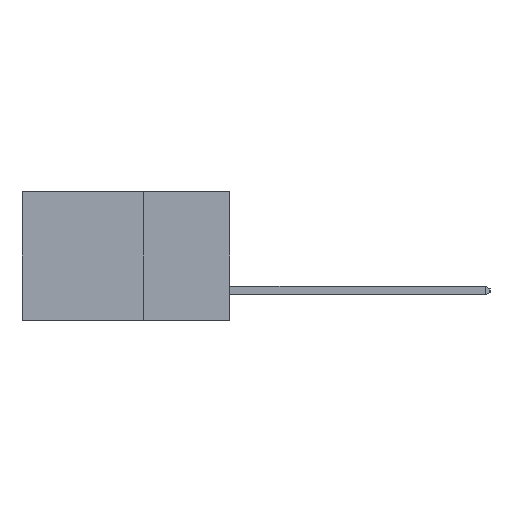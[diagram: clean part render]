
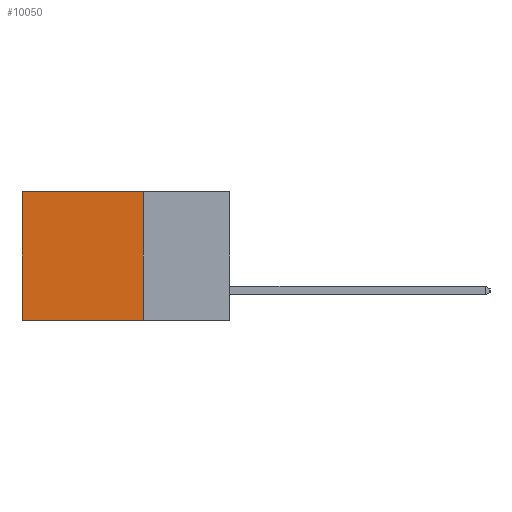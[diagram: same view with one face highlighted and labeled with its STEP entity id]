
A CAD part, left-side view. The second image highlights one B-rep face of the part: STEP entity #10050.
In plain terms, the highlighted planar face has unit normal (-1, 0, 0).
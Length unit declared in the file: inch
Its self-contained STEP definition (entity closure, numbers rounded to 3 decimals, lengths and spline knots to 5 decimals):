
#1247 = ORIENTED_EDGE ( 'NONE', *, *, #11563, .F. ) ;
#1357 = FACE_OUTER_BOUND ( 'NONE', #4319, .T. ) ;
#1522 = DIRECTION ( 'NONE',  ( 0., 1., 0. ) ) ;
#1692 = CARTESIAN_POINT ( 'NONE',  ( 0.298, 0.25, 0. ) ) ;
#3455 = PLANE ( 'NONE',  #4731 ) ;
#4319 = EDGE_LOOP ( 'NONE', ( #5547, #1247, #18598, #10351 ) ) ;
#4342 = VECTOR ( 'NONE', #1522, 39.37008 ) ;
#4731 = AXIS2_PLACEMENT_3D ( 'NONE', #1692, #6902, #5199 ) ;
#4919 = DIRECTION ( 'NONE',  ( 0., 0., -1. ) ) ;
#5199 = DIRECTION ( 'NONE',  ( 0., 0., -1. ) ) ;
#5547 = ORIENTED_EDGE ( 'NONE', *, *, #19376, .T. ) ;
#5668 = LINE ( 'NONE', #12922, #19475 ) ;
#6902 = DIRECTION ( 'NONE',  ( 1., 0., 0. ) ) ;
#7098 = CARTESIAN_POINT ( 'NONE',  ( 0.298, 0.6, -0.37 ) ) ;
#7181 = VECTOR ( 'NONE', #20283, 39.37008 ) ;
#7924 = DIRECTION ( 'NONE',  ( 0., 1., 0. ) ) ;
#8457 = VERTEX_POINT ( 'NONE', #17553 ) ;
#10028 = VECTOR ( 'NONE', #4919, 39.37008 ) ;
#10050 = ADVANCED_FACE ( 'NONE', ( #1357 ), #3455, .F. ) ;
#10351 = ORIENTED_EDGE ( 'NONE', *, *, #14339, .T. ) ;
#10721 = VERTEX_POINT ( 'NONE', #7098 ) ;
#11563 = EDGE_CURVE ( 'NONE', #17580, #10721, #5668, .T. ) ;
#12922 = CARTESIAN_POINT ( 'NONE',  ( 0.298, 0.25, -0.37 ) ) ;
#13424 = LINE ( 'NONE', #21627, #4342 ) ;
#14339 = EDGE_CURVE ( 'NONE', #21774, #8457, #13424, .T. ) ;
#14940 = LINE ( 'NONE', #16597, #10028 ) ;
#15697 = CARTESIAN_POINT ( 'NONE',  ( 0.298, 0.25, 0. ) ) ;
#16597 = CARTESIAN_POINT ( 'NONE',  ( 0.298, 0.6, 0. ) ) ;
#17553 = CARTESIAN_POINT ( 'NONE',  ( 0.298, 0.6, 0. ) ) ;
#17580 = VERTEX_POINT ( 'NONE', #18396 ) ;
#17716 = EDGE_CURVE ( 'NONE', #21774, #17580, #20355, .T. ) ;
#18396 = CARTESIAN_POINT ( 'NONE',  ( 0.298, 0.25, -0.37 ) ) ;
#18598 = ORIENTED_EDGE ( 'NONE', *, *, #17716, .F. ) ;
#18666 = CARTESIAN_POINT ( 'NONE',  ( 0.298, 0.25, 0. ) ) ;
#19376 = EDGE_CURVE ( 'NONE', #8457, #10721, #14940, .T. ) ;
#19475 = VECTOR ( 'NONE', #7924, 39.37008 ) ;
#20283 = DIRECTION ( 'NONE',  ( 0., 0., -1. ) ) ;
#20355 = LINE ( 'NONE', #18666, #7181 ) ;
#21627 = CARTESIAN_POINT ( 'NONE',  ( 0.298, 0.25, 0. ) ) ;
#21774 = VERTEX_POINT ( 'NONE', #15697 ) ;
